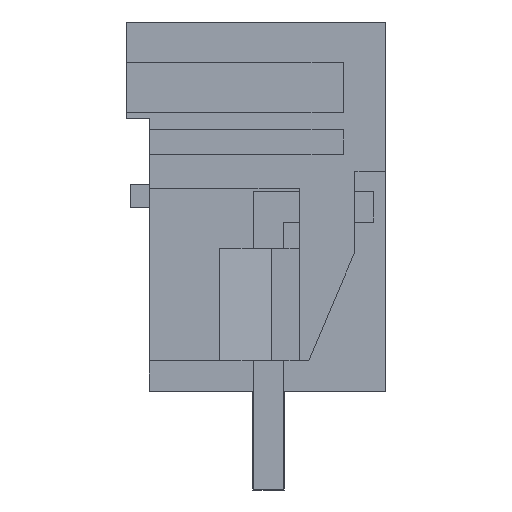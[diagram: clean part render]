
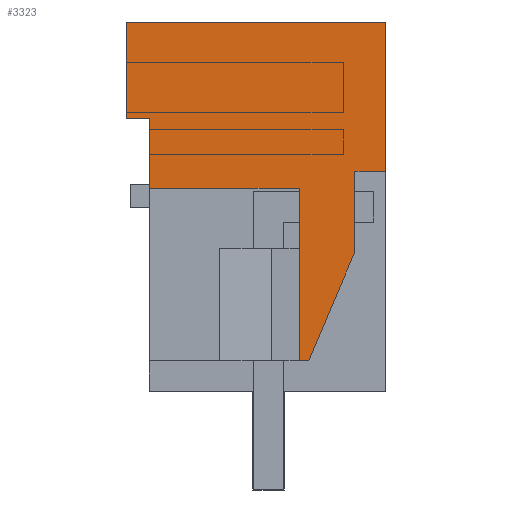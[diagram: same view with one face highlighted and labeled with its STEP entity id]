
A CAD part, left-side view. The second image highlights one B-rep face of the part: STEP entity #3323.
In plain terms, the highlighted planar face has unit normal (-1, 0, 0).
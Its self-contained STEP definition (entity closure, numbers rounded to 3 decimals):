
#3256=AXIS2_PLACEMENT_3D('Plane Axis2P3D',#3253,#3254,#3255) ;
#411=CARTESIAN_POINT('Vertex',(0.,7.68,9.8)) ;
#414=CARTESIAN_POINT('Line Origine',(0.,7.68,10.94)) ;
#418=CARTESIAN_POINT('Vertex',(0.,7.68,12.08)) ;
#3082=CARTESIAN_POINT('Vertex',(0.,2.501,4.2)) ;
#3085=CARTESIAN_POINT('Line Origine',(0.,2.655,4.2)) ;
#3089=CARTESIAN_POINT('Vertex',(0.,2.81,4.2)) ;
#3237=CARTESIAN_POINT('Vertex',(0.,2.81,9.8)) ;
#3240=CARTESIAN_POINT('Line Origine',(0.,5.245,9.8)) ;
#3253=CARTESIAN_POINT('Axis2P3D Location',(0.,8.43,1.7)) ;
#3258=CARTESIAN_POINT('Line Origine',(0.,1.752,5.968)) ;
#3262=CARTESIAN_POINT('Vertex',(0.,1.003,7.735)) ;
#3265=CARTESIAN_POINT('Line Origine',(0.,1.003,9.041)) ;
#3269=CARTESIAN_POINT('Vertex',(0.,1.003,10.346)) ;
#3272=CARTESIAN_POINT('Line Origine',(0.,0.501,10.346)) ;
#3276=CARTESIAN_POINT('Vertex',(0.,0.,10.346)) ;
#3279=CARTESIAN_POINT('Line Origine',(0.,0.,12.773)) ;
#3283=CARTESIAN_POINT('Vertex',(0.,0.,15.2)) ;
#3286=CARTESIAN_POINT('Line Origine',(0.,4.215,15.2)) ;
#3290=CARTESIAN_POINT('Vertex',(0.,8.43,15.2)) ;
#3293=CARTESIAN_POINT('Line Origine',(0.,8.43,13.64)) ;
#3297=CARTESIAN_POINT('Vertex',(0.,8.43,12.08)) ;
#3300=CARTESIAN_POINT('Line Origine',(0.,8.055,12.08)) ;
#3305=CARTESIAN_POINT('Line Origine',(0.,2.81,7.)) ;
#415=DIRECTION('Vector Direction',(0.,0.,-1.)) ;
#3086=DIRECTION('Vector Direction',(0.,1.,0.)) ;
#3241=DIRECTION('Vector Direction',(0.,1.,0.)) ;
#3254=DIRECTION('Axis2P3D Direction',(-1.,0.,0.)) ;
#3255=DIRECTION('Axis2P3D XDirection',(0.,1.,0.)) ;
#3259=DIRECTION('Vector Direction',(0.,0.39,-0.921)) ;
#3266=DIRECTION('Vector Direction',(0.,0.,-1.)) ;
#3273=DIRECTION('Vector Direction',(0.,1.,0.)) ;
#3280=DIRECTION('Vector Direction',(0.,0.,1.)) ;
#3287=DIRECTION('Vector Direction',(0.,1.,0.)) ;
#3294=DIRECTION('Vector Direction',(0.,0.,-1.)) ;
#3301=DIRECTION('Vector Direction',(0.,-1.,0.)) ;
#3306=DIRECTION('Vector Direction',(0.,0.,1.)) ;
#416=VECTOR('Line Direction',#415,1.) ;
#3087=VECTOR('Line Direction',#3086,1.) ;
#3242=VECTOR('Line Direction',#3241,1.) ;
#3260=VECTOR('Line Direction',#3259,1.) ;
#3267=VECTOR('Line Direction',#3266,1.) ;
#3274=VECTOR('Line Direction',#3273,1.) ;
#3281=VECTOR('Line Direction',#3280,1.) ;
#3288=VECTOR('Line Direction',#3287,1.) ;
#3295=VECTOR('Line Direction',#3294,1.) ;
#3302=VECTOR('Line Direction',#3301,1.) ;
#3307=VECTOR('Line Direction',#3306,1.) ;
#3311=ORIENTED_EDGE('',*,*,#3091,.F.) ;
#3312=ORIENTED_EDGE('',*,*,#3264,.F.) ;
#3313=ORIENTED_EDGE('',*,*,#3271,.F.) ;
#3314=ORIENTED_EDGE('',*,*,#3278,.F.) ;
#3315=ORIENTED_EDGE('',*,*,#3285,.T.) ;
#3316=ORIENTED_EDGE('',*,*,#3292,.T.) ;
#3317=ORIENTED_EDGE('',*,*,#3299,.T.) ;
#3318=ORIENTED_EDGE('',*,*,#3304,.T.) ;
#3319=ORIENTED_EDGE('',*,*,#420,.T.) ;
#3320=ORIENTED_EDGE('',*,*,#3244,.F.) ;
#3321=ORIENTED_EDGE('',*,*,#3309,.F.) ;
#3323=ADVANCED_FACE('HOUSING',(#3322),#3257,.T.) ;
#420=EDGE_CURVE('',#419,#412,#417,.T.) ;
#3091=EDGE_CURVE('',#3083,#3090,#3088,.T.) ;
#3244=EDGE_CURVE('',#3238,#412,#3243,.T.) ;
#3264=EDGE_CURVE('',#3263,#3083,#3261,.T.) ;
#3271=EDGE_CURVE('',#3270,#3263,#3268,.T.) ;
#3278=EDGE_CURVE('',#3277,#3270,#3275,.T.) ;
#3285=EDGE_CURVE('',#3277,#3284,#3282,.T.) ;
#3292=EDGE_CURVE('',#3284,#3291,#3289,.T.) ;
#3299=EDGE_CURVE('',#3291,#3298,#3296,.T.) ;
#3304=EDGE_CURVE('',#3298,#419,#3303,.T.) ;
#3309=EDGE_CURVE('',#3090,#3238,#3308,.T.) ;
#3310=EDGE_LOOP('',(#3311,#3312,#3313,#3314,#3315,#3316,#3317,#3318,#3319,#3320,#3321)) ;
#3322=FACE_OUTER_BOUND('',#3310,.T.) ;
#417=LINE('Line',#414,#416) ;
#3088=LINE('Line',#3085,#3087) ;
#3243=LINE('Line',#3240,#3242) ;
#3261=LINE('Line',#3258,#3260) ;
#3268=LINE('Line',#3265,#3267) ;
#3275=LINE('Line',#3272,#3274) ;
#3282=LINE('Line',#3279,#3281) ;
#3289=LINE('Line',#3286,#3288) ;
#3296=LINE('Line',#3293,#3295) ;
#3303=LINE('Line',#3300,#3302) ;
#3308=LINE('Line',#3305,#3307) ;
#3257=PLANE('',#3256) ;
#412=VERTEX_POINT('',#411) ;
#419=VERTEX_POINT('',#418) ;
#3083=VERTEX_POINT('',#3082) ;
#3090=VERTEX_POINT('',#3089) ;
#3238=VERTEX_POINT('',#3237) ;
#3263=VERTEX_POINT('',#3262) ;
#3270=VERTEX_POINT('',#3269) ;
#3277=VERTEX_POINT('',#3276) ;
#3284=VERTEX_POINT('',#3283) ;
#3291=VERTEX_POINT('',#3290) ;
#3298=VERTEX_POINT('',#3297) ;
